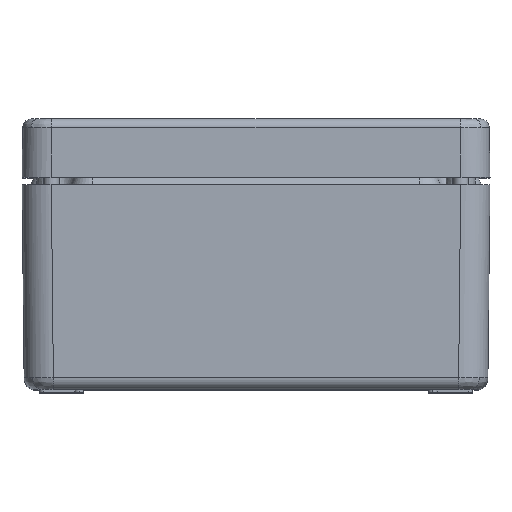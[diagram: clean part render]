
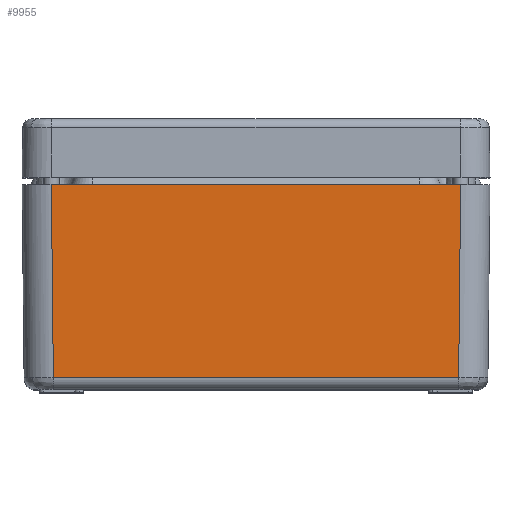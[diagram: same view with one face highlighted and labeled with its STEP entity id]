
A CAD part, top view. The second image highlights one B-rep face of the part: STEP entity #9955.
In plain terms, the highlighted planar face has unit normal (0, -0.011, 1).
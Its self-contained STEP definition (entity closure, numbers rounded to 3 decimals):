
#821=LINE('',#18436,#1309);
#860=LINE('',#19100,#1348);
#861=LINE('',#19101,#1349);
#862=LINE('',#19102,#1350);
#1309=VECTOR('',#13631,1000.);
#1348=VECTOR('',#13726,1000.);
#1349=VECTOR('',#13727,1000.);
#1350=VECTOR('',#13728,1000.);
#1593=PLANE('',#11195);
#2240=FACE_OUTER_BOUND('',#2976,.T.);
#2976=EDGE_LOOP('',(#8132,#8133,#8134,#8135));
#4653=VERTEX_POINT('',#17149);
#4820=VERTEX_POINT('',#18433);
#4821=VERTEX_POINT('',#18435);
#4862=VERTEX_POINT('',#19099);
#5992=EDGE_CURVE('',#4821,#4820,#821,.T.);
#6058=EDGE_CURVE('',#4820,#4862,#860,.T.);
#6059=EDGE_CURVE('',#4862,#4653,#861,.T.);
#6060=EDGE_CURVE('',#4653,#4821,#862,.T.);
#8132=ORIENTED_EDGE('',*,*,#6058,.T.);
#8133=ORIENTED_EDGE('',*,*,#6059,.T.);
#8134=ORIENTED_EDGE('',*,*,#6060,.T.);
#8135=ORIENTED_EDGE('',*,*,#5992,.T.);
#9955=ADVANCED_FACE('',(#2240),#1593,.T.);
#11195=AXIS2_PLACEMENT_3D('',#19098,#13724,#13725);
#13631=DIRECTION('',(-1.,0.,0.));
#13724=DIRECTION('center_axis',(0.,-0.01,1.));
#13725=DIRECTION('ref_axis',(0.,-1.,-0.01));
#13726=DIRECTION('',(0.01,-1.,-0.01));
#13727=DIRECTION('',(1.,0.,0.));
#13728=DIRECTION('',(0.01,1.,0.01));
#17149=CARTESIAN_POINT('',(69.283,-66.542,79.282));
#18433=CARTESIAN_POINT('',(-69.974,-0.5,79.974));
#18435=CARTESIAN_POINT('',(69.974,-0.5,79.974));
#18436=CARTESIAN_POINT('',(-80.,-0.5,79.974));
#19098=CARTESIAN_POINT('Origin',(-80.,2.,80.));
#19099=CARTESIAN_POINT('',(-69.283,-66.542,79.282));
#19100=CARTESIAN_POINT('',(-70.002,2.105,80.001));
#19101=CARTESIAN_POINT('',(69.241,-66.542,79.282));
#19102=CARTESIAN_POINT('',(69.984,0.429,79.984));
